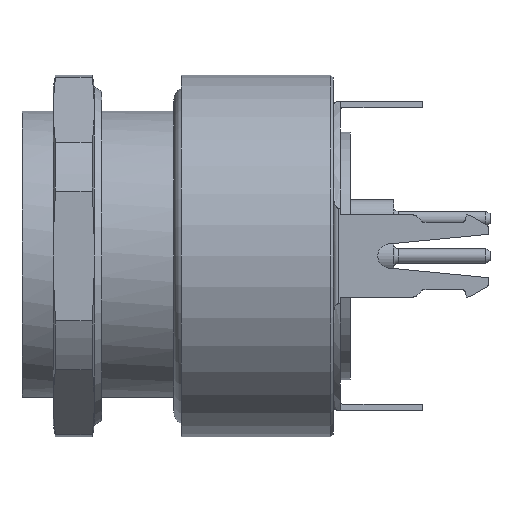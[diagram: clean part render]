
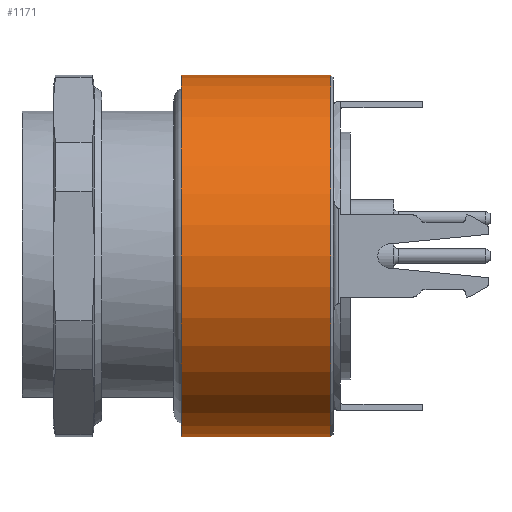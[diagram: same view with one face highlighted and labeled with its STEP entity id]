
A CAD part, front view. The second image highlights one B-rep face of the part: STEP entity #1171.
In plain terms, the highlighted cylindrical face has radius 7.5 mm (diameter 15 mm), a full revolution.
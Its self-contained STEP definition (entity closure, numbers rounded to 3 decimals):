
#1171=ADVANCED_FACE('',(#1481,#1482),#1410,.T.);
#1410=CYLINDRICAL_SURFACE('',#4174,7.5);
#1481=FACE_BOUND('',#1596,.T.);
#1482=FACE_BOUND('',#1597,.T.);
#1596=EDGE_LOOP('',(#1901));
#1597=EDGE_LOOP('',(#1902));
#1901=ORIENTED_EDGE('',*,*,#3430,.T.);
#1902=ORIENTED_EDGE('',*,*,#3428,.F.);
#3035=VERTEX_POINT('',#5736);
#3037=VERTEX_POINT('',#5741);
#3428=EDGE_CURVE('',#3035,#3035,#3994,.T.);
#3430=EDGE_CURVE('',#3037,#3037,#3996,.T.);
#3994=CIRCLE('',#4170,7.5);
#3996=CIRCLE('',#4173,7.5);
#4170=AXIS2_PLACEMENT_3D('',#5735,#4599,#4600);
#4173=AXIS2_PLACEMENT_3D('',#5740,#4605,#4606);
#4174=AXIS2_PLACEMENT_3D('',#5742,#4607,#4608);
#4599=DIRECTION('',(-1.,0.,0.));
#4600=DIRECTION('',(0.,1.,0.));
#4605=DIRECTION('',(-1.,0.,0.));
#4606=DIRECTION('',(0.,1.,0.));
#4607=DIRECTION('',(1.,0.,0.));
#4608=DIRECTION('',(0.,1.,0.));
#5735=CARTESIAN_POINT('',(6.9,0.,0.));
#5736=CARTESIAN_POINT('',(6.9,7.5,0.));
#5740=CARTESIAN_POINT('',(13.1,0.,0.));
#5741=CARTESIAN_POINT('',(13.1,7.5,0.));
#5742=CARTESIAN_POINT('',(0.3,0.,0.));
